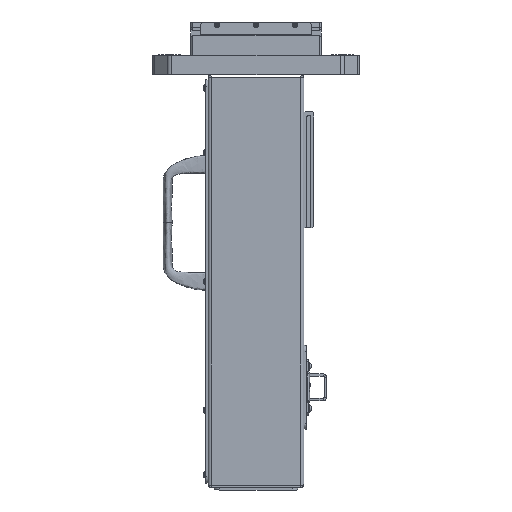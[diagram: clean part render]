
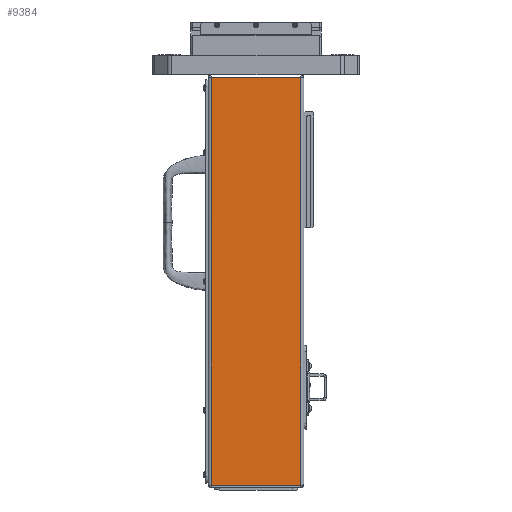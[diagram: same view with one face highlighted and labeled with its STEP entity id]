
A CAD part, front view. The second image highlights one B-rep face of the part: STEP entity #9384.
In plain terms, the highlighted planar face has unit normal (0, -1, 0).
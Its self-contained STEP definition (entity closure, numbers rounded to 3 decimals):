
#119 = EDGE_LOOP ( 'NONE', ( #33732, #25328, #26610, #9741 ) ) ;
#897 = CARTESIAN_POINT ( 'NONE',  ( -40.196, -64.968, -28.232 ) ) ;
#1556 = LINE ( 'NONE', #897, #43829 ) ;
#1579 = CARTESIAN_POINT ( 'NONE',  ( 40.196, -64.968, -28.232 ) ) ;
#2896 = CARTESIAN_POINT ( 'NONE',  ( 40.196, -64.968, -393.768 ) ) ;
#4915 = VERTEX_POINT ( 'NONE', #40578 ) ;
#4926 = VECTOR ( 'NONE', #21139, 1000. ) ;
#5805 = VERTEX_POINT ( 'NONE', #1579 ) ;
#6044 = DIRECTION ( 'NONE',  ( 0., 0., 1. ) ) ;
#8112 = DIRECTION ( 'NONE',  ( 0., -1., 0. ) ) ;
#9384 = ADVANCED_FACE ( 'NONE', ( #38944 ), #32424, .T. ) ;
#9741 = ORIENTED_EDGE ( 'NONE', *, *, #22735, .T. ) ;
#13014 = VECTOR ( 'NONE', #33983, 1000. ) ;
#13624 = VERTEX_POINT ( 'NONE', #2896 ) ;
#15702 = CARTESIAN_POINT ( 'NONE',  ( -40.196, -64.968, -2246. ) ) ;
#17663 = VERTEX_POINT ( 'NONE', #35697 ) ;
#20253 = AXIS2_PLACEMENT_3D ( 'NONE', #15702, #8112, #35560 ) ;
#21139 = DIRECTION ( 'NONE',  ( 1., 0., 0. ) ) ;
#22735 = EDGE_CURVE ( 'NONE', #13624, #5805, #37258, .T. ) ;
#25328 = ORIENTED_EDGE ( 'NONE', *, *, #41976, .F. ) ;
#26610 = ORIENTED_EDGE ( 'NONE', *, *, #32835, .T. ) ;
#27582 = EDGE_CURVE ( 'NONE', #5805, #4915, #1556, .T. ) ;
#28032 = LINE ( 'NONE', #38359, #4926 ) ;
#28046 = DIRECTION ( 'NONE',  ( -1., 0., 0. ) ) ;
#29884 = CARTESIAN_POINT ( 'NONE',  ( 40.196, -64.968, -2246. ) ) ;
#32424 = PLANE ( 'NONE',  #20253 ) ;
#32835 = EDGE_CURVE ( 'NONE', #17663, #13624, #28032, .T. ) ;
#33732 = ORIENTED_EDGE ( 'NONE', *, *, #27582, .T. ) ;
#33983 = DIRECTION ( 'NONE',  ( 0., 0., 1. ) ) ;
#34408 = LINE ( 'NONE', #37330, #13014 ) ;
#35560 = DIRECTION ( 'NONE',  ( -1., 0., 0. ) ) ;
#35697 = CARTESIAN_POINT ( 'NONE',  ( -40.196, -64.968, -393.768 ) ) ;
#37258 = LINE ( 'NONE', #29884, #41420 ) ;
#37330 = CARTESIAN_POINT ( 'NONE',  ( -40.196, -64.968, -2246. ) ) ;
#38359 = CARTESIAN_POINT ( 'NONE',  ( -40.196, -64.968, -393.768 ) ) ;
#38944 = FACE_OUTER_BOUND ( 'NONE', #119, .T. ) ;
#40578 = CARTESIAN_POINT ( 'NONE',  ( -40.196, -64.968, -28.232 ) ) ;
#41420 = VECTOR ( 'NONE', #6044, 1000. ) ;
#41976 = EDGE_CURVE ( 'NONE', #17663, #4915, #34408, .T. ) ;
#43829 = VECTOR ( 'NONE', #28046, 1000. ) ;
